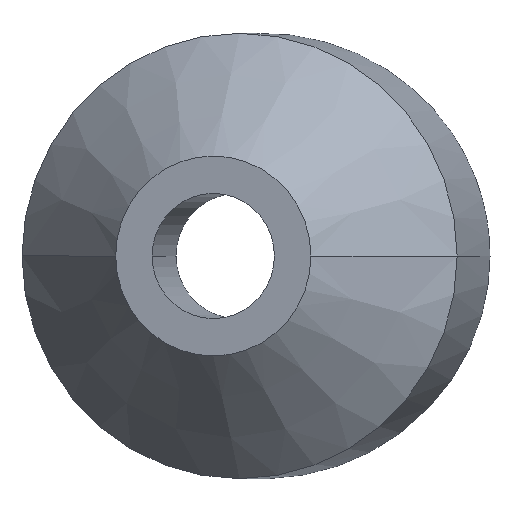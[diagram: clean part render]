
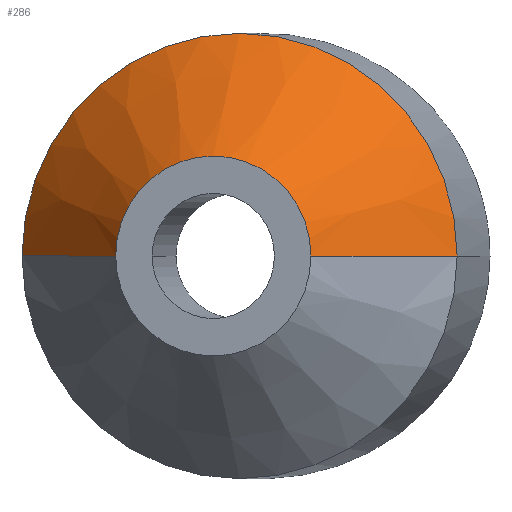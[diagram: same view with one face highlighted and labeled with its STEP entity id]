
A CAD part, left-side view. The second image highlights one B-rep face of the part: STEP entity #286.
In plain terms, the highlighted conical face has half-angle 45 degrees and reference radius 18.142 mm.
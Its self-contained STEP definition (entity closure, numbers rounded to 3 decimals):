
#23 = CARTESIAN_POINT ( 'NONE',  ( -12.22, -15.895, 0. ) ) ;
#26 = VERTEX_POINT ( 'NONE', #96 ) ;
#34 = EDGE_CURVE ( 'NONE', #26, #539, #460, .T. ) ;
#37 = CARTESIAN_POINT ( 'NONE',  ( -8.338, 1.826, 0. ) ) ;
#39 = DIRECTION ( 'NONE',  ( 0.214, 0.977, 0. ) ) ;
#51 = EDGE_LOOP ( 'NONE', ( #273, #452, #351, #213 ) ) ;
#77 = CONICAL_SURFACE ( 'NONE', #472, 18.142, 0.785 ) ;
#79 = CARTESIAN_POINT ( 'NONE',  ( -4.456, 19.548, 0. ) ) ;
#85 = VERTEX_POINT ( 'NONE', #23 ) ;
#96 = CARTESIAN_POINT ( 'NONE',  ( -19.848, -3.987, 0. ) ) ;
#147 = VERTEX_POINT ( 'NONE', #79 ) ;
#151 = DIRECTION ( 'NONE',  ( -0.214, -0.977, 0. ) ) ;
#162 = FACE_OUTER_BOUND ( 'NONE', #51, .T. ) ;
#190 = CIRCLE ( 'NONE', #501, 18.142 ) ;
#212 = DIRECTION ( 'NONE',  ( 0.977, -0.214, 0. ) ) ;
#213 = ORIENTED_EDGE ( 'NONE', *, *, #269, .F. ) ;
#219 = EDGE_CURVE ( 'NONE', #85, #147, #190, .T. ) ;
#232 = VECTOR ( 'NONE', #312, 1000. ) ;
#236 = DIRECTION ( 'NONE',  ( -0.977, 0.214, 0. ) ) ;
#241 = CARTESIAN_POINT ( 'NONE',  ( -18.106, 3.966, 0. ) ) ;
#251 = AXIS2_PLACEMENT_3D ( 'NONE', #241, #236, #151 ) ;
#261 = DIRECTION ( 'NONE',  ( 0.842, 0.539, 0. ) ) ;
#269 = EDGE_CURVE ( 'NONE', #539, #147, #475, .T. ) ;
#273 = ORIENTED_EDGE ( 'NONE', *, *, #34, .F. ) ;
#277 = CARTESIAN_POINT ( 'NONE',  ( -16.364, 11.919, 0. ) ) ;
#286 = ADVANCED_FACE ( 'NONE', ( #162 ), #77, .T. ) ;
#312 = DIRECTION ( 'NONE',  ( 0.539, -0.842, 0. ) ) ;
#319 = VECTOR ( 'NONE', #261, 1000. ) ;
#333 = EDGE_CURVE ( 'NONE', #26, #85, #392, .T. ) ;
#351 = ORIENTED_EDGE ( 'NONE', *, *, #219, .T. ) ;
#381 = DIRECTION ( 'NONE',  ( -0.977, 0.214, 0. ) ) ;
#385 = CARTESIAN_POINT ( 'NONE',  ( -12.22, -15.895, 0. ) ) ;
#392 = LINE ( 'NONE', #385, #232 ) ;
#420 = CARTESIAN_POINT ( 'NONE',  ( -4.456, 19.548, 0. ) ) ;
#452 = ORIENTED_EDGE ( 'NONE', *, *, #333, .T. ) ;
#460 = CIRCLE ( 'NONE', #251, 8.142 ) ;
#461 = DIRECTION ( 'NONE',  ( -0.214, -0.977, 0. ) ) ;
#472 = AXIS2_PLACEMENT_3D ( 'NONE', #37, #212, #39 ) ;
#475 = LINE ( 'NONE', #420, #319 ) ;
#501 = AXIS2_PLACEMENT_3D ( 'NONE', #502, #381, #461 ) ;
#502 = CARTESIAN_POINT ( 'NONE',  ( -8.338, 1.826, 0. ) ) ;
#539 = VERTEX_POINT ( 'NONE', #277 ) ;
